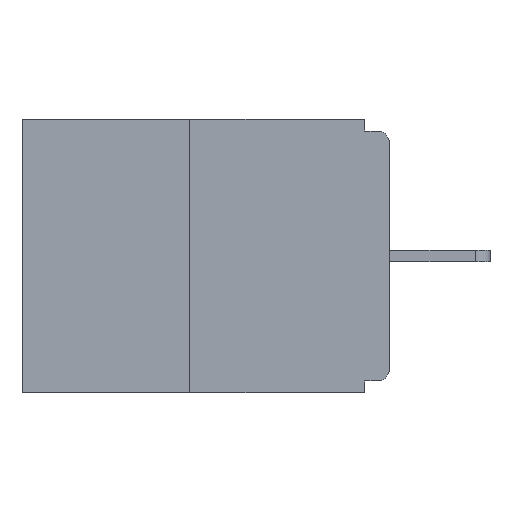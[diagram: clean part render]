
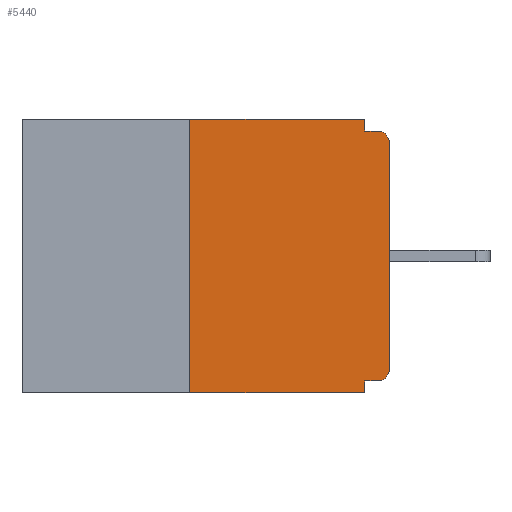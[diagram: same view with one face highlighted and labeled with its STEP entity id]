
A CAD part, left-side view. The second image highlights one B-rep face of the part: STEP entity #5440.
In plain terms, the highlighted planar face has unit normal (-1, 0, 0).
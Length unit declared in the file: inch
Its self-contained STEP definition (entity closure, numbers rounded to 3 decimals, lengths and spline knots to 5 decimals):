
#142 = EDGE_CURVE ( 'NONE', #2192, #2134, #11765, .T. ) ;
#202 = VECTOR ( 'NONE', #3113, 39.37008 ) ;
#280 = CIRCLE ( 'NONE', #12350, 0.015 ) ;
#395 = EDGE_CURVE ( 'NONE', #850, #8746, #280, .T. ) ;
#565 = PLANE ( 'NONE',  #10276 ) ;
#611 = CARTESIAN_POINT ( 'NONE',  ( 0., 0.031, -0.015 ) ) ;
#850 = VERTEX_POINT ( 'NONE', #6589 ) ;
#855 = VECTOR ( 'NONE', #5603, 39.37008 ) ;
#1205 = DIRECTION ( 'NONE',  ( 1., 0., 0. ) ) ;
#1349 = CARTESIAN_POINT ( 'NONE',  ( 0., 0.015, -0.328 ) ) ;
#1391 = VERTEX_POINT ( 'NONE', #1349 ) ;
#1849 = CARTESIAN_POINT ( 'NONE',  ( 0., 0.25, 0. ) ) ;
#1940 = LINE ( 'NONE', #4041, #10028 ) ;
#2096 = EDGE_CURVE ( 'NONE', #1391, #13935, #9091, .T. ) ;
#2134 = VERTEX_POINT ( 'NONE', #14128 ) ;
#2151 = ORIENTED_EDGE ( 'NONE', *, *, #11636, .F. ) ;
#2192 = VERTEX_POINT ( 'NONE', #1849 ) ;
#2493 = ORIENTED_EDGE ( 'NONE', *, *, #142, .F. ) ;
#2507 = VECTOR ( 'NONE', #4224, 39.37008 ) ;
#2860 = ORIENTED_EDGE ( 'NONE', *, *, #395, .T. ) ;
#3113 = DIRECTION ( 'NONE',  ( 0., 0., -1. ) ) ;
#3204 = ORIENTED_EDGE ( 'NONE', *, *, #3590, .F. ) ;
#3313 = EDGE_CURVE ( 'NONE', #13935, #850, #8398, .T. ) ;
#3352 = CARTESIAN_POINT ( 'NONE',  ( 0., 0., -0.313 ) ) ;
#3590 = EDGE_CURVE ( 'NONE', #5457, #8746, #1940, .T. ) ;
#4041 = CARTESIAN_POINT ( 'NONE',  ( 0., 0., -0.015 ) ) ;
#4224 = DIRECTION ( 'NONE',  ( 0., 0., 1. ) ) ;
#4329 = DIRECTION ( 'NONE',  ( 0., -1., 0. ) ) ;
#4460 = VERTEX_POINT ( 'NONE', #11037 ) ;
#4750 = ORIENTED_EDGE ( 'NONE', *, *, #13697, .F. ) ;
#5381 = CARTESIAN_POINT ( 'NONE',  ( 0., 0.46, -0.343 ) ) ;
#5393 = EDGE_LOOP ( 'NONE', ( #2493, #4750, #7736, #2151, #10841, #13578, #11181, #2860, #3204, #9072 ) ) ;
#5440 = ADVANCED_FACE ( 'NONE', ( #8854 ), #565, .F. ) ;
#5457 = VERTEX_POINT ( 'NONE', #611 ) ;
#5484 = VECTOR ( 'NONE', #11782, 39.37008 ) ;
#5603 = DIRECTION ( 'NONE',  ( 0., 0., -1. ) ) ;
#5648 = DIRECTION ( 'NONE',  ( 0., -1., 0. ) ) ;
#6589 = CARTESIAN_POINT ( 'NONE',  ( 0., 0., -0.03 ) ) ;
#7534 = DIRECTION ( 'NONE',  ( 0., 1., 0. ) ) ;
#7736 = ORIENTED_EDGE ( 'NONE', *, *, #12331, .T. ) ;
#8128 = CARTESIAN_POINT ( 'NONE',  ( 0., 0.25, -0.343 ) ) ;
#8162 = CARTESIAN_POINT ( 'NONE',  ( 0., 0.46, 0. ) ) ;
#8380 = CARTESIAN_POINT ( 'NONE',  ( 0., 0.015, -0.015 ) ) ;
#8398 = LINE ( 'NONE', #8922, #13893 ) ;
#8746 = VERTEX_POINT ( 'NONE', #8380 ) ;
#8854 = FACE_OUTER_BOUND ( 'NONE', #5393, .T. ) ;
#8922 = CARTESIAN_POINT ( 'NONE',  ( 0., 0., 0. ) ) ;
#8944 = LINE ( 'NONE', #10723, #202 ) ;
#9072 = ORIENTED_EDGE ( 'NONE', *, *, #10941, .F. ) ;
#9087 = LINE ( 'NONE', #5381, #5484 ) ;
#9091 = CIRCLE ( 'NONE', #12630, 0.015 ) ;
#9280 = VERTEX_POINT ( 'NONE', #8128 ) ;
#9936 = CARTESIAN_POINT ( 'NONE',  ( 0., 0.46, 0. ) ) ;
#10028 = VECTOR ( 'NONE', #5648, 39.37008 ) ;
#10276 = AXIS2_PLACEMENT_3D ( 'NONE', #8162, #1205, #11348 ) ;
#10680 = DIRECTION ( 'NONE',  ( 0., 0., -1. ) ) ;
#10723 = CARTESIAN_POINT ( 'NONE',  ( 0., 0.031, -0.343 ) ) ;
#10725 = CARTESIAN_POINT ( 'NONE',  ( 0., 0.25, 0. ) ) ;
#10841 = ORIENTED_EDGE ( 'NONE', *, *, #12259, .F. ) ;
#10941 = EDGE_CURVE ( 'NONE', #2134, #5457, #12205, .T. ) ;
#11037 = CARTESIAN_POINT ( 'NONE',  ( 0., 0.031, -0.328 ) ) ;
#11181 = ORIENTED_EDGE ( 'NONE', *, *, #3313, .T. ) ;
#11348 = DIRECTION ( 'NONE',  ( 0., 0., -1. ) ) ;
#11438 = VECTOR ( 'NONE', #4329, 39.37008 ) ;
#11636 = EDGE_CURVE ( 'NONE', #4460, #12650, #8944, .T. ) ;
#11765 = LINE ( 'NONE', #9936, #11438 ) ;
#11782 = DIRECTION ( 'NONE',  ( 0., -1., 0. ) ) ;
#11841 = VECTOR ( 'NONE', #7534, 39.37008 ) ;
#12171 = LINE ( 'NONE', #13760, #11841 ) ;
#12205 = LINE ( 'NONE', #13030, #855 ) ;
#12259 = EDGE_CURVE ( 'NONE', #1391, #4460, #12171, .T. ) ;
#12331 = EDGE_CURVE ( 'NONE', #9280, #12650, #9087, .T. ) ;
#12350 = AXIS2_PLACEMENT_3D ( 'NONE', #12428, #12392, #12354 ) ;
#12354 = DIRECTION ( 'NONE',  ( 0., 0., -1. ) ) ;
#12392 = DIRECTION ( 'NONE',  ( -1., 0., 0. ) ) ;
#12408 = CARTESIAN_POINT ( 'NONE',  ( 0., 0.031, -0.343 ) ) ;
#12428 = CARTESIAN_POINT ( 'NONE',  ( 0., 0.015, -0.03 ) ) ;
#12508 = DIRECTION ( 'NONE',  ( 0., 0., 1. ) ) ;
#12630 = AXIS2_PLACEMENT_3D ( 'NONE', #13967, #13694, #10680 ) ;
#12650 = VERTEX_POINT ( 'NONE', #12408 ) ;
#13030 = CARTESIAN_POINT ( 'NONE',  ( 0., 0.031, 0. ) ) ;
#13578 = ORIENTED_EDGE ( 'NONE', *, *, #2096, .T. ) ;
#13587 = LINE ( 'NONE', #10725, #2507 ) ;
#13694 = DIRECTION ( 'NONE',  ( -1., 0., 0. ) ) ;
#13697 = EDGE_CURVE ( 'NONE', #9280, #2192, #13587, .T. ) ;
#13760 = CARTESIAN_POINT ( 'NONE',  ( 0., 0., -0.328 ) ) ;
#13893 = VECTOR ( 'NONE', #12508, 39.37008 ) ;
#13935 = VERTEX_POINT ( 'NONE', #3352 ) ;
#13967 = CARTESIAN_POINT ( 'NONE',  ( 0., 0.015, -0.313 ) ) ;
#14128 = CARTESIAN_POINT ( 'NONE',  ( 0., 0.031, 0. ) ) ;
